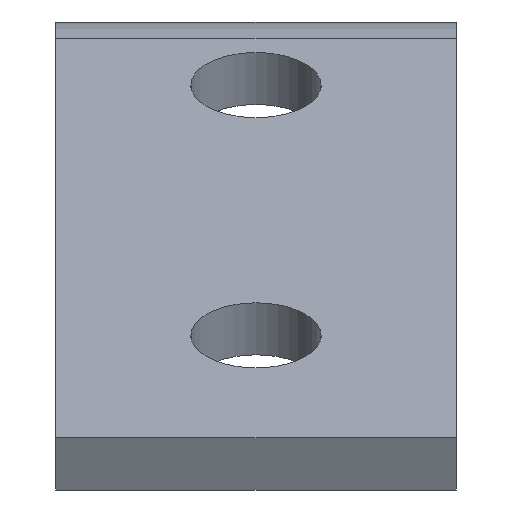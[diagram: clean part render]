
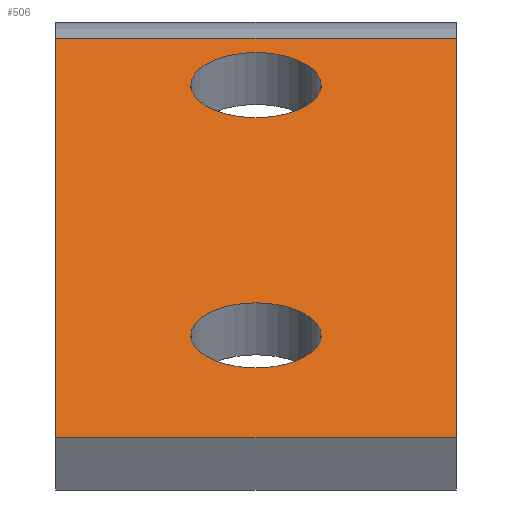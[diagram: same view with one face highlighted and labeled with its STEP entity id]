
A CAD part, front view. The second image highlights one B-rep face of the part: STEP entity #506.
In plain terms, the highlighted planar face has unit normal (0, -0.5, 0.866).
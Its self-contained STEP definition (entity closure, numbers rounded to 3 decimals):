
#35 = VERTEX_POINT ( 'NONE', #531 ) ;
#37 = VERTEX_POINT ( 'NONE', #533 ) ;
#39 = VERTEX_POINT ( 'NONE', #549 ) ;
#41 = VERTEX_POINT ( 'NONE', #568 ) ;
#91 = ORIENTED_EDGE ( 'NONE', *, *, #307, .T. ) ;
#92 = ORIENTED_EDGE ( 'NONE', *, *, #318, .T. ) ;
#93 = ORIENTED_EDGE ( 'NONE', *, *, #317, .F. ) ;
#94 = ORIENTED_EDGE ( 'NONE', *, *, #316, .T. ) ;
#95 = ORIENTED_EDGE ( 'NONE', *, *, #301, .T. ) ;
#96 = ORIENTED_EDGE ( 'NONE', *, *, #319, .T. ) ;
#117 = EDGE_LOOP ( 'NONE', ( #91 ) ) ;
#120 = EDGE_LOOP ( 'NONE', ( #92 ) ) ;
#141 = EDGE_LOOP ( 'NONE', ( #93, #94, #95, #96 ) ) ;
#168 = LINE ( 'NONE', #537, #171 ) ;
#170 = CIRCLE ( 'NONE', #326, 6.5 ) ;
#171 = VECTOR ( 'NONE', #563, 1000. ) ;
#186 = CIRCLE ( 'NONE', #331, 6.5 ) ;
#190 = LINE ( 'NONE', #374, #194 ) ;
#193 = LINE ( 'NONE', #376, #196 ) ;
#194 = VECTOR ( 'NONE', #375, 1000. ) ;
#196 = VECTOR ( 'NONE', #377, 1000. ) ;
#198 = LINE ( 'NONE', #367, #200 ) ;
#200 = VECTOR ( 'NONE', #382, 1000. ) ;
#209 = FACE_BOUND ( 'NONE', #117, .T. ) ;
#215 = FACE_OUTER_BOUND ( 'NONE', #141, .T. ) ;
#218 = FACE_BOUND ( 'NONE', #120, .T. ) ;
#243 = VERTEX_POINT ( 'NONE', #466 ) ;
#246 = VERTEX_POINT ( 'NONE', #469 ) ;
#301 = EDGE_CURVE ( 'NONE', #39, #37, #168, .T. ) ;
#307 = EDGE_CURVE ( 'NONE', #243, #243, #170, .T. ) ;
#316 = EDGE_CURVE ( 'NONE', #41, #39, #190, .T. ) ;
#317 = EDGE_CURVE ( 'NONE', #41, #35, #193, .T. ) ;
#318 = EDGE_CURVE ( 'NONE', #246, #246, #186, .T. ) ;
#319 = EDGE_CURVE ( 'NONE', #37, #35, #198, .T. ) ;
#326 = AXIS2_PLACEMENT_3D ( 'NONE', #352, #353, #354 ) ;
#331 = AXIS2_PLACEMENT_3D ( 'NONE', #379, #380, #381 ) ;
#338 = AXIS2_PLACEMENT_3D ( 'NONE', #413, #407, #417 ) ;
#352 = CARTESIAN_POINT ( 'NONE',  ( 0., -53.276, -6.304 ) ) ;
#353 = DIRECTION ( 'NONE',  ( 0., 0.5, -0.866 ) ) ;
#354 = DIRECTION ( 'NONE',  ( 0., 0.866, 0.5 ) ) ;
#367 = CARTESIAN_POINT ( 'NONE',  ( 20., -43.75, -0.804 ) ) ;
#374 = CARTESIAN_POINT ( 'NONE',  ( -20., -114.331, -41.554 ) ) ;
#375 = DIRECTION ( 'NONE',  ( 0., -0.866, -0.5 ) ) ;
#376 = CARTESIAN_POINT ( 'NONE',  ( 20., -45.142, -1.608 ) ) ;
#377 = DIRECTION ( 'NONE',  ( 1., 0., 0. ) ) ;
#379 = CARTESIAN_POINT ( 'NONE',  ( 0., -96.578, -31.304 ) ) ;
#380 = DIRECTION ( 'NONE',  ( 0., 0.5, -0.866 ) ) ;
#381 = DIRECTION ( 'NONE',  ( 0., 0.866, 0.5 ) ) ;
#382 = DIRECTION ( 'NONE',  ( 0., 0.866, 0.5 ) ) ;
#407 = DIRECTION ( 'NONE',  ( 0., 0.5, -0.866 ) ) ;
#413 = CARTESIAN_POINT ( 'NONE',  ( 20., -43.75, -0.804 ) ) ;
#415 = PLANE ( 'NONE',  #338 ) ;
#417 = DIRECTION ( 'NONE',  ( 0., 0.866, 0.5 ) ) ;
#466 = CARTESIAN_POINT ( 'NONE',  ( 0., -47.647, -3.054 ) ) ;
#469 = CARTESIAN_POINT ( 'NONE',  ( 0., -90.948, -28.054 ) ) ;
#506 = ADVANCED_FACE ( 'NONE', ( #209, #218, #215 ), #415, .F. ) ;
#531 = CARTESIAN_POINT ( 'NONE',  ( 20., -45.142, -1.608 ) ) ;
#533 = CARTESIAN_POINT ( 'NONE',  ( 20., -114.331, -41.554 ) ) ;
#537 = CARTESIAN_POINT ( 'NONE',  ( 20., -114.331, -41.554 ) ) ;
#549 = CARTESIAN_POINT ( 'NONE',  ( -20., -114.331, -41.554 ) ) ;
#563 = DIRECTION ( 'NONE',  ( 1., 0., 0. ) ) ;
#568 = CARTESIAN_POINT ( 'NONE',  ( -20., -45.142, -1.608 ) ) ;
